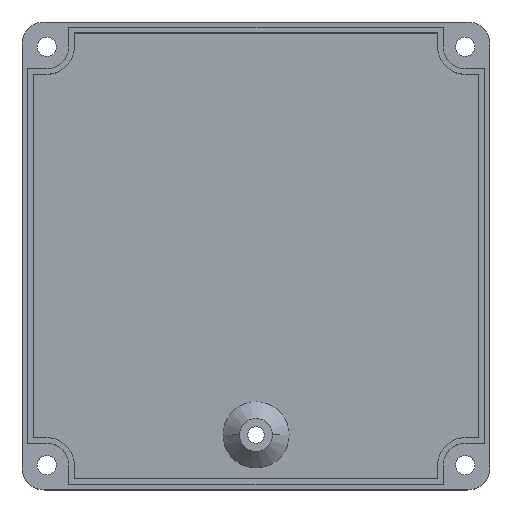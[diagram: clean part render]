
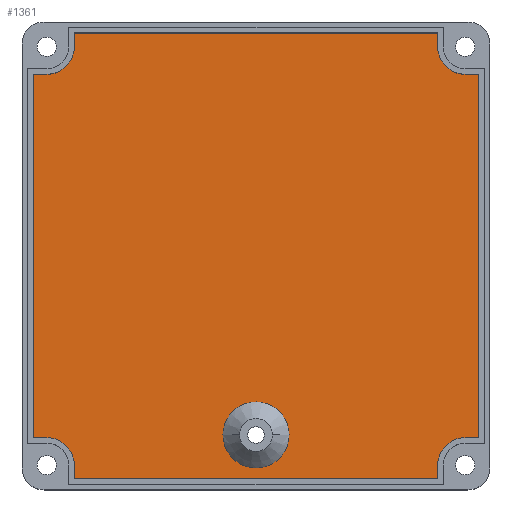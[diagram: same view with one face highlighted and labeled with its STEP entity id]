
A CAD part, top view. The second image highlights one B-rep face of the part: STEP entity #1361.
In plain terms, the highlighted planar face has unit normal (0, 0, 1).
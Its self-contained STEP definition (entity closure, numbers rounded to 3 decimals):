
#70 = DIRECTION ( 'NONE',  ( 0., 0., -1. ) ) ;
#76 = EDGE_CURVE ( 'NONE', #766, #341, #1673, .T. ) ;
#89 = PLANE ( 'NONE',  #102 ) ;
#102 = AXIS2_PLACEMENT_3D ( 'NONE', #1465, #70, #1631 ) ;
#103 = CARTESIAN_POINT ( 'NONE',  ( -33., 38., 1. ) ) ;
#130 = EDGE_CURVE ( 'NONE', #2129, #698, #367, .T. ) ;
#141 = LINE ( 'NONE', #569, #1243 ) ;
#177 = ORIENTED_EDGE ( 'NONE', *, *, #1389, .F. ) ;
#205 = VERTEX_POINT ( 'NONE', #1093 ) ;
#207 = VERTEX_POINT ( 'NONE', #919 ) ;
#224 = FACE_BOUND ( 'NONE', #1222, .T. ) ;
#264 = EDGE_CURVE ( 'NONE', #766, #1439, #628, .T. ) ;
#273 = ORIENTED_EDGE ( 'NONE', *, *, #1396, .F. ) ;
#312 = ORIENTED_EDGE ( 'NONE', *, *, #1266, .F. ) ;
#327 = VECTOR ( 'NONE', #523, 1000. ) ;
#333 = CARTESIAN_POINT ( 'NONE',  ( -38., -38., 1. ) ) ;
#341 = VERTEX_POINT ( 'NONE', #2507 ) ;
#367 = LINE ( 'NONE', #1513, #688 ) ;
#412 = LINE ( 'NONE', #859, #2480 ) ;
#423 = DIRECTION ( 'NONE',  ( -1., 0., 0. ) ) ;
#480 = CIRCLE ( 'NONE', #2012, 6. ) ;
#506 = VECTOR ( 'NONE', #2049, 1000. ) ;
#523 = DIRECTION ( 'NONE',  ( 0., -1., 0. ) ) ;
#543 = CARTESIAN_POINT ( 'NONE',  ( -33., -40.5, 1. ) ) ;
#569 = CARTESIAN_POINT ( 'NONE',  ( 0., -33., 1. ) ) ;
#581 = AXIS2_PLACEMENT_3D ( 'NONE', #2102, #1557, #993 ) ;
#583 = CARTESIAN_POINT ( 'NONE',  ( 0., 33., 1. ) ) ;
#586 = EDGE_LOOP ( 'NONE', ( #814, #1323, #951, #2505, #177, #2180, #1004, #273, #955, #1511, #1386, #853, #312, #1326, #640, #1989 ) ) ;
#628 = LINE ( 'NONE', #583, #2087 ) ;
#640 = ORIENTED_EDGE ( 'NONE', *, *, #2081, .F. ) ;
#660 = VERTEX_POINT ( 'NONE', #2244 ) ;
#685 = CARTESIAN_POINT ( 'NONE',  ( 38., -38., 1. ) ) ;
#688 = VECTOR ( 'NONE', #930, 1000. ) ;
#698 = VERTEX_POINT ( 'NONE', #867 ) ;
#700 = CARTESIAN_POINT ( 'NONE',  ( -38., 38., 1. ) ) ;
#713 = LINE ( 'NONE', #1519, #1695 ) ;
#716 = CIRCLE ( 'NONE', #1951, 5. ) ;
#735 = DIRECTION ( 'NONE',  ( -1., 0., 0. ) ) ;
#746 = EDGE_CURVE ( 'NONE', #2091, #1472, #716, .T. ) ;
#747 = VECTOR ( 'NONE', #2182, 1000. ) ;
#766 = VERTEX_POINT ( 'NONE', #2455 ) ;
#782 = EDGE_CURVE ( 'NONE', #1657, #988, #480, .T. ) ;
#814 = ORIENTED_EDGE ( 'NONE', *, *, #1571, .F. ) ;
#853 = ORIENTED_EDGE ( 'NONE', *, *, #746, .F. ) ;
#859 = CARTESIAN_POINT ( 'NONE',  ( -33., 0., 1. ) ) ;
#867 = CARTESIAN_POINT ( 'NONE',  ( 33., -40.5, 1. ) ) ;
#882 = CARTESIAN_POINT ( 'NONE',  ( -40.5, 0., 1. ) ) ;
#887 = CARTESIAN_POINT ( 'NONE',  ( 33., 0., 1. ) ) ;
#905 = CARTESIAN_POINT ( 'NONE',  ( -38., -33., 1. ) ) ;
#919 = CARTESIAN_POINT ( 'NONE',  ( 33., 40.5, 1. ) ) ;
#928 = DIRECTION ( 'NONE',  ( -1., 0., 0. ) ) ;
#930 = DIRECTION ( 'NONE',  ( 1., 0., 0. ) ) ;
#931 = CARTESIAN_POINT ( 'NONE',  ( 0., -33., 1. ) ) ;
#951 = ORIENTED_EDGE ( 'NONE', *, *, #1011, .F. ) ;
#955 = ORIENTED_EDGE ( 'NONE', *, *, #264, .F. ) ;
#988 = VERTEX_POINT ( 'NONE', #2500 ) ;
#993 = DIRECTION ( 'NONE',  ( -1., 0., 0. ) ) ;
#1004 = ORIENTED_EDGE ( 'NONE', *, *, #1199, .F. ) ;
#1006 = VERTEX_POINT ( 'NONE', #2291 ) ;
#1011 = EDGE_CURVE ( 'NONE', #1643, #1476, #1931, .T. ) ;
#1041 = EDGE_CURVE ( 'NONE', #1006, #1643, #2329, .T. ) ;
#1093 = CARTESIAN_POINT ( 'NONE',  ( 33., -38., 1. ) ) ;
#1098 = CARTESIAN_POINT ( 'NONE',  ( -38., 33., 1. ) ) ;
#1100 = DIRECTION ( 'NONE',  ( 0., 0., 1. ) ) ;
#1146 = VECTOR ( 'NONE', #2287, 1000. ) ;
#1155 = VECTOR ( 'NONE', #2404, 1000. ) ;
#1199 = EDGE_CURVE ( 'NONE', #2428, #2002, #2299, .T. ) ;
#1213 = CARTESIAN_POINT ( 'NONE',  ( 0., -32.5, 1. ) ) ;
#1222 = EDGE_LOOP ( 'NONE', ( #1385, #1976 ) ) ;
#1237 = VECTOR ( 'NONE', #1898, 1000. ) ;
#1243 = VECTOR ( 'NONE', #423, 1000. ) ;
#1250 = VERTEX_POINT ( 'NONE', #2415 ) ;
#1266 = EDGE_CURVE ( 'NONE', #2129, #2091, #412, .T. ) ;
#1268 = DIRECTION ( 'NONE',  ( 0., 0., 1. ) ) ;
#1301 = DIRECTION ( 'NONE',  ( 0., -1., 0. ) ) ;
#1323 = ORIENTED_EDGE ( 'NONE', *, *, #1365, .T. ) ;
#1326 = ORIENTED_EDGE ( 'NONE', *, *, #130, .T. ) ;
#1332 = EDGE_CURVE ( 'NONE', #1250, #205, #2266, .T. ) ;
#1361 = ADVANCED_FACE ( 'NONE', ( #224, #1900 ), #89, .F. ) ;
#1365 = EDGE_CURVE ( 'NONE', #660, #1476, #1721, .T. ) ;
#1385 = ORIENTED_EDGE ( 'NONE', *, *, #782, .T. ) ;
#1386 = ORIENTED_EDGE ( 'NONE', *, *, #2163, .F. ) ;
#1389 = EDGE_CURVE ( 'NONE', #207, #1006, #1839, .T. ) ;
#1395 = VECTOR ( 'NONE', #1773, 1000. ) ;
#1396 = EDGE_CURVE ( 'NONE', #1439, #2428, #2231, .T. ) ;
#1419 = CARTESIAN_POINT ( 'NONE',  ( 0., 40.5, 1. ) ) ;
#1430 = DIRECTION ( 'NONE',  ( -1., 0., 0. ) ) ;
#1439 = VERTEX_POINT ( 'NONE', #1098 ) ;
#1444 = DIRECTION ( 'NONE',  ( 0., 1., 0. ) ) ;
#1465 = CARTESIAN_POINT ( 'NONE',  ( 0., 0., 1. ) ) ;
#1470 = AXIS2_PLACEMENT_3D ( 'NONE', #1213, #1788, #1430 ) ;
#1472 = VERTEX_POINT ( 'NONE', #905 ) ;
#1476 = VERTEX_POINT ( 'NONE', #2057 ) ;
#1511 = ORIENTED_EDGE ( 'NONE', *, *, #76, .T. ) ;
#1513 = CARTESIAN_POINT ( 'NONE',  ( 0., -40.5, 1. ) ) ;
#1519 = CARTESIAN_POINT ( 'NONE',  ( 33., 0., 1. ) ) ;
#1557 = DIRECTION ( 'NONE',  ( 0., 0., 1. ) ) ;
#1571 = EDGE_CURVE ( 'NONE', #660, #1250, #141, .T. ) ;
#1626 = EDGE_CURVE ( 'NONE', #988, #1657, #1633, .T. ) ;
#1631 = DIRECTION ( 'NONE',  ( -1., 0., 0. ) ) ;
#1633 = CIRCLE ( 'NONE', #1470, 6. ) ;
#1643 = VERTEX_POINT ( 'NONE', #2191 ) ;
#1657 = VERTEX_POINT ( 'NONE', #1977 ) ;
#1673 = LINE ( 'NONE', #882, #1155 ) ;
#1695 = VECTOR ( 'NONE', #1301, 1000. ) ;
#1717 = CARTESIAN_POINT ( 'NONE',  ( 0., 33., 1. ) ) ;
#1720 = DIRECTION ( 'NONE',  ( 1., 0., 0. ) ) ;
#1721 = LINE ( 'NONE', #1821, #506 ) ;
#1773 = DIRECTION ( 'NONE',  ( 0., 1., 0. ) ) ;
#1788 = DIRECTION ( 'NONE',  ( 0., 0., -1. ) ) ;
#1821 = CARTESIAN_POINT ( 'NONE',  ( 40.5, 0., 1. ) ) ;
#1832 = AXIS2_PLACEMENT_3D ( 'NONE', #700, #2077, #735 ) ;
#1837 = EDGE_CURVE ( 'NONE', #207, #2002, #2358, .T. ) ;
#1839 = LINE ( 'NONE', #887, #327 ) ;
#1898 = DIRECTION ( 'NONE',  ( 1., 0., 0. ) ) ;
#1900 = FACE_OUTER_BOUND ( 'NONE', #586, .T. ) ;
#1931 = LINE ( 'NONE', #1717, #1237 ) ;
#1951 = AXIS2_PLACEMENT_3D ( 'NONE', #333, #1100, #928 ) ;
#1976 = ORIENTED_EDGE ( 'NONE', *, *, #1626, .T. ) ;
#1977 = CARTESIAN_POINT ( 'NONE',  ( -6., -32.5, 1. ) ) ;
#1980 = LINE ( 'NONE', #931, #1146 ) ;
#1989 = ORIENTED_EDGE ( 'NONE', *, *, #1332, .F. ) ;
#2002 = VERTEX_POINT ( 'NONE', #2033 ) ;
#2012 = AXIS2_PLACEMENT_3D ( 'NONE', #2260, #2059, #2473 ) ;
#2033 = CARTESIAN_POINT ( 'NONE',  ( -33., 40.5, 1. ) ) ;
#2049 = DIRECTION ( 'NONE',  ( 0., 1., 0. ) ) ;
#2057 = CARTESIAN_POINT ( 'NONE',  ( 40.5, 33., 1. ) ) ;
#2059 = DIRECTION ( 'NONE',  ( 0., 0., -1. ) ) ;
#2062 = CARTESIAN_POINT ( 'NONE',  ( -33., -38., 1. ) ) ;
#2077 = DIRECTION ( 'NONE',  ( 0., 0., 1. ) ) ;
#2081 = EDGE_CURVE ( 'NONE', #205, #698, #713, .T. ) ;
#2087 = VECTOR ( 'NONE', #1720, 1000. ) ;
#2091 = VERTEX_POINT ( 'NONE', #2062 ) ;
#2102 = CARTESIAN_POINT ( 'NONE',  ( 38., 38., 1. ) ) ;
#2129 = VERTEX_POINT ( 'NONE', #543 ) ;
#2163 = EDGE_CURVE ( 'NONE', #1472, #341, #1980, .T. ) ;
#2180 = ORIENTED_EDGE ( 'NONE', *, *, #1837, .T. ) ;
#2182 = DIRECTION ( 'NONE',  ( -1., 0., 0. ) ) ;
#2191 = CARTESIAN_POINT ( 'NONE',  ( 38., 33., 1. ) ) ;
#2222 = DIRECTION ( 'NONE',  ( -1., 0., 0. ) ) ;
#2231 = CIRCLE ( 'NONE', #1832, 5. ) ;
#2244 = CARTESIAN_POINT ( 'NONE',  ( 40.5, -33., 1. ) ) ;
#2260 = CARTESIAN_POINT ( 'NONE',  ( 0., -32.5, 1. ) ) ;
#2266 = CIRCLE ( 'NONE', #2275, 5. ) ;
#2275 = AXIS2_PLACEMENT_3D ( 'NONE', #685, #1268, #2222 ) ;
#2287 = DIRECTION ( 'NONE',  ( -1., 0., 0. ) ) ;
#2291 = CARTESIAN_POINT ( 'NONE',  ( 33., 38., 1. ) ) ;
#2299 = LINE ( 'NONE', #2367, #1395 ) ;
#2329 = CIRCLE ( 'NONE', #581, 5. ) ;
#2358 = LINE ( 'NONE', #1419, #747 ) ;
#2367 = CARTESIAN_POINT ( 'NONE',  ( -33., 0., 1. ) ) ;
#2404 = DIRECTION ( 'NONE',  ( 0., -1., 0. ) ) ;
#2415 = CARTESIAN_POINT ( 'NONE',  ( 38., -33., 1. ) ) ;
#2428 = VERTEX_POINT ( 'NONE', #103 ) ;
#2455 = CARTESIAN_POINT ( 'NONE',  ( -40.5, 33., 1. ) ) ;
#2473 = DIRECTION ( 'NONE',  ( -1., 0., 0. ) ) ;
#2480 = VECTOR ( 'NONE', #1444, 1000. ) ;
#2500 = CARTESIAN_POINT ( 'NONE',  ( 6., -32.5, 1. ) ) ;
#2505 = ORIENTED_EDGE ( 'NONE', *, *, #1041, .F. ) ;
#2507 = CARTESIAN_POINT ( 'NONE',  ( -40.5, -33., 1. ) ) ;
